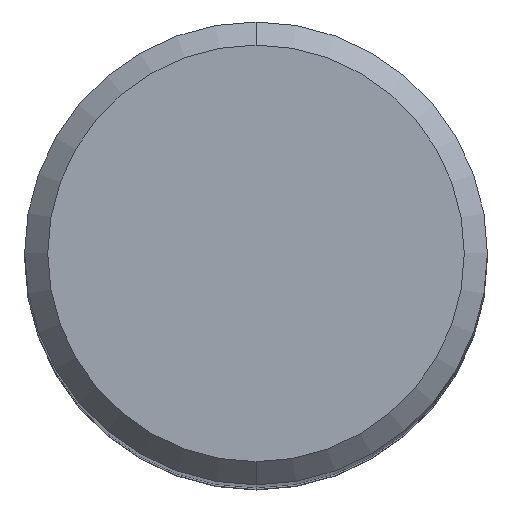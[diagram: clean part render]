
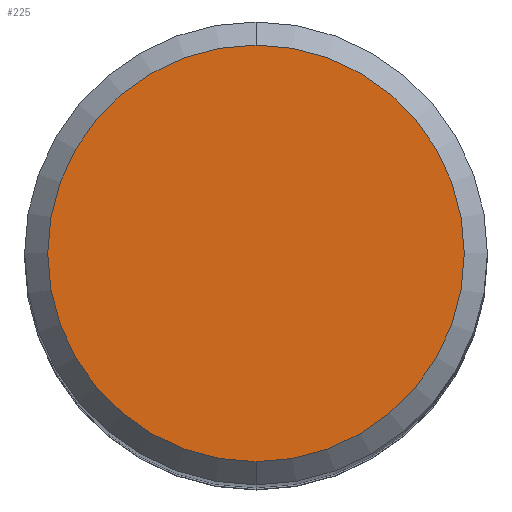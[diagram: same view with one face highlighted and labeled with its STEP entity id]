
A CAD part, top view. The second image highlights one B-rep face of the part: STEP entity #225.
In plain terms, the highlighted planar face has unit normal (0, 0, 1).
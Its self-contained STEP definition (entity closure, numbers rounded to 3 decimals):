
#225=ADVANCED_FACE('',(#602),#603,.T.);
#277=EDGE_CURVE('',#565,#411,#661,.T.);
#333=EDGE_CURVE('',#411,#565,#723,.T.);
#411=VERTEX_POINT('',#808);
#565=VERTEX_POINT('',#981);
#602=FACE_OUTER_BOUND('',#1016,.T.);
#603=PLANE('',#1017);
#661=CIRCLE('',#1136,5.4);
#723=CIRCLE('',#1296,5.4);
#808=CARTESIAN_POINT('',(0.0,5.4,0.0));
#981=CARTESIAN_POINT('',(0.,-5.4,0.0));
#1016=EDGE_LOOP('',(#1807,#1808));
#1017=AXIS2_PLACEMENT_3D('',#1809,#1810,#1811);
#1136=AXIS2_PLACEMENT_3D('',#1885,#1886,#1887);
#1296=AXIS2_PLACEMENT_3D('',#1955,#1956,#1957);
#1807=ORIENTED_EDGE('',*,*,#333,.F.);
#1808=ORIENTED_EDGE('',*,*,#277,.F.);
#1809=CARTESIAN_POINT('',(0.0,2.7,0.0));
#1810=DIRECTION('',(-0.0,0.0,1.0));
#1811=DIRECTION('',(0.0,-1.0,0.0));
#1885=CARTESIAN_POINT('',(0.0,0.0,0.0));
#1886=DIRECTION('',(0.0,0.0,-1.0));
#1887=DIRECTION('',(0.0,1.0,0.0));
#1955=CARTESIAN_POINT('',(0.0,0.0,0.0));
#1956=DIRECTION('',(0.0,0.0,-1.0));
#1957=DIRECTION('',(0.0,1.0,0.0));
